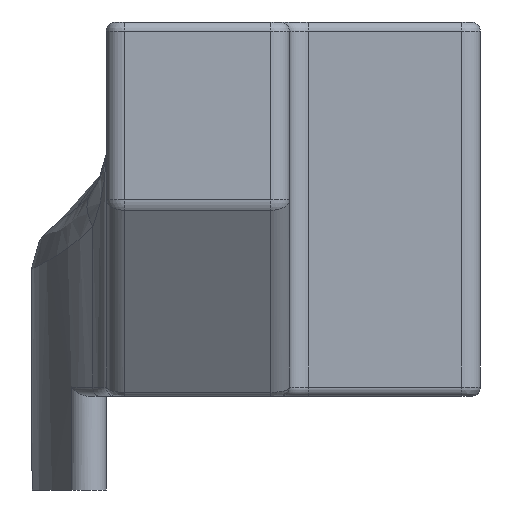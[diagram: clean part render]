
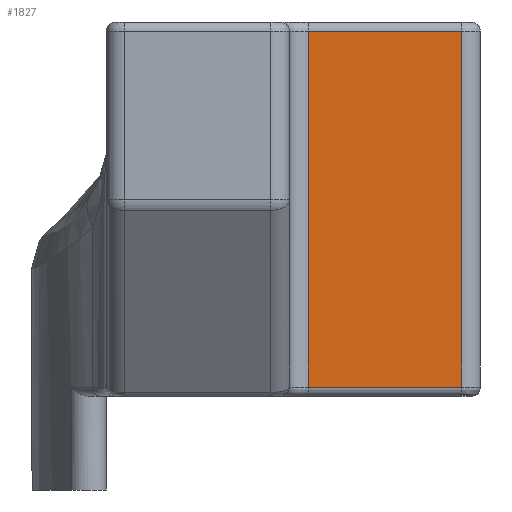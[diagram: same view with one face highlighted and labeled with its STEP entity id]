
A CAD part, left-side view. The second image highlights one B-rep face of the part: STEP entity #1827.
In plain terms, the highlighted planar face has unit normal (-1, 0, 0).
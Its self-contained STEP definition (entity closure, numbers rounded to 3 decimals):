
#135=PLANE('',#2060);
#236=FACE_OUTER_BOUND('',#367,.T.);
#367=EDGE_LOOP('',(#1565,#1566,#1567,#1568));
#463=LINE('',#2943,#591);
#469=LINE('',#3006,#597);
#481=LINE('',#3129,#609);
#496=LINE('',#3300,#624);
#591=VECTOR('',#2332,10.);
#597=VECTOR('',#2376,10.);
#609=VECTOR('',#2456,10.);
#624=VECTOR('',#2545,10.);
#867=VERTEX_POINT('',#2934);
#869=VERTEX_POINT('',#2940);
#880=VERTEX_POINT('',#3005);
#895=VERTEX_POINT('',#3124);
#1052=EDGE_CURVE('',#869,#867,#463,.T.);
#1072=EDGE_CURVE('',#880,#869,#469,.T.);
#1105=EDGE_CURVE('',#895,#880,#481,.T.);
#1143=EDGE_CURVE('',#867,#895,#496,.T.);
#1565=ORIENTED_EDGE('',*,*,#1052,.T.);
#1566=ORIENTED_EDGE('',*,*,#1143,.T.);
#1567=ORIENTED_EDGE('',*,*,#1105,.T.);
#1568=ORIENTED_EDGE('',*,*,#1072,.T.);
#1827=ADVANCED_FACE('',(#236),#135,.T.);
#2060=AXIS2_PLACEMENT_3D('',#3301,#2546,#2547);
#2332=DIRECTION('',(0.,1.,0.));
#2376=DIRECTION('',(0.,0.,1.));
#2456=DIRECTION('',(0.,-1.,0.));
#2545=DIRECTION('',(0.,0.,-1.));
#2546=DIRECTION('center_axis',(-1.,0.,0.));
#2547=DIRECTION('ref_axis',(0.,0.,-1.));
#2934=CARTESIAN_POINT('',(57.2,322.108,19.5));
#2940=CARTESIAN_POINT('',(57.2,313.908,19.5));
#2943=CARTESIAN_POINT('',(57.2,322.908,19.5));
#3005=CARTESIAN_POINT('',(57.2,313.908,0.5));
#3006=CARTESIAN_POINT('',(57.2,313.908,5.));
#3124=CARTESIAN_POINT('',(57.2,322.108,0.5));
#3129=CARTESIAN_POINT('',(57.2,322.908,0.5));
#3300=CARTESIAN_POINT('',(57.2,322.108,5.));
#3301=CARTESIAN_POINT('Origin',(57.2,322.908,0.));
